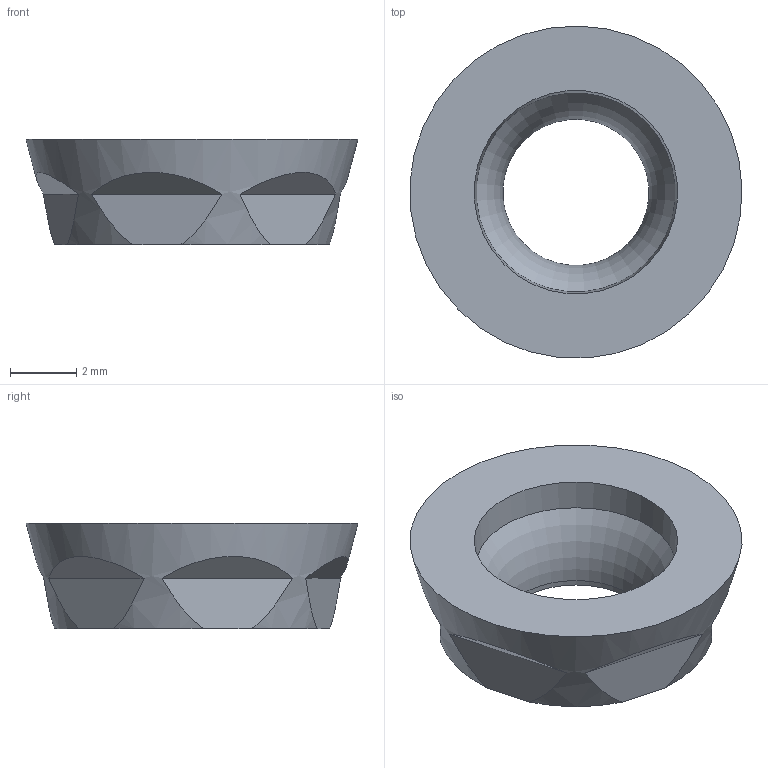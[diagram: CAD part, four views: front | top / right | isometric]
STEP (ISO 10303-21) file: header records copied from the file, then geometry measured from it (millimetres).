
FILE_DESCRIPTION(/* description */ (''),/* implementation_level */ '2;1');
FILE_NAME(/* name */ '1539678550422.stp',/* time_stamp */ '2018-10-16T10:29:25+02:00',/* author */ (''),/* organization */ ('SMS'),/* preprocessor_version */ 'ST-DEVELOPER v15',/* originating_system */ 'SIEMENS PLM Software NX 8.5',/* authorisation */ '');
FILE_SCHEMA (('AUTOMOTIVE_DESIGN { 1 0 10303 214 3 1 1 1 }'));
Length unit declared in the file: millimetre
Products named in the file (1): 201926507mod000_00
Bounding box: 9.99 x 9.99 x 3.18 mm (x, y, z)
Volume: 133.3 mm3; surface area: 239.7 mm2
Topology: 1 solids, 1 shells, 18 faces, 51 edges, 37 vertices
Faces by surface type: plane 14, cone 2, cylinder 1, torus 1
Full cylindrical faces by diameter (mm): 4.4 x1
Entity records: 635 total; most frequent: CARTESIAN_POINT 164, DIRECTION 88, ORIENTED_EDGE 82, EDGE_CURVE 41, AXIS2_PLACEMENT_3D 38, VERTEX_POINT 29, EDGE_LOOP 24, ADVANCED_FACE 18
